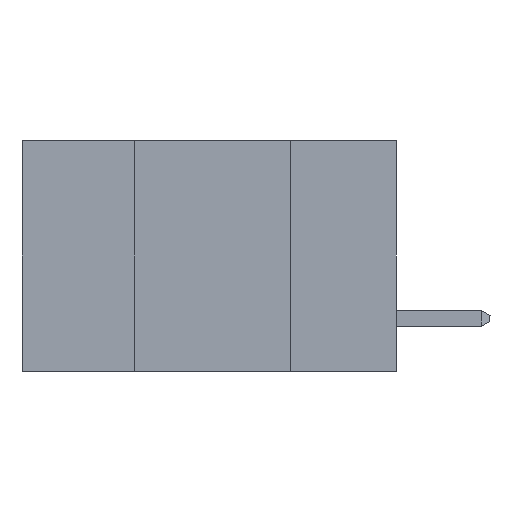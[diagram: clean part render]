
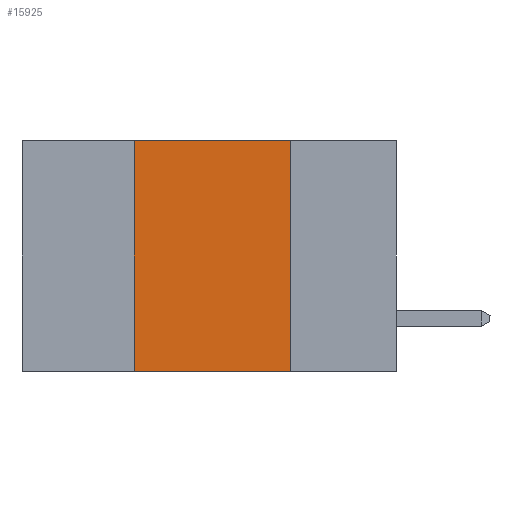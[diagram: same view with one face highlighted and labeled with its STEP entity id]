
A CAD part, left-side view. The second image highlights one B-rep face of the part: STEP entity #15925.
In plain terms, the highlighted planar face has unit normal (-1, 0, 0).
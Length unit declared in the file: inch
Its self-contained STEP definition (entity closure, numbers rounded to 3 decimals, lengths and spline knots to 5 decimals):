
#977 = CARTESIAN_POINT ( 'NONE',  ( 0., 0.6, 0. ) ) ;
#1996 = DIRECTION ( 'NONE',  ( 1., 0., 0. ) ) ;
#2686 = CARTESIAN_POINT ( 'NONE',  ( 0., 0.17, 0. ) ) ;
#3286 = CARTESIAN_POINT ( 'NONE',  ( 0., 0.42, 0. ) ) ;
#3371 = VERTEX_POINT ( 'NONE', #3286 ) ;
#3684 = LINE ( 'NONE', #18977, #14257 ) ;
#5098 = LINE ( 'NONE', #18466, #13025 ) ;
#5288 = CARTESIAN_POINT ( 'NONE',  ( 0., 0.42, -0.37 ) ) ;
#5450 = CARTESIAN_POINT ( 'NONE',  ( 0., 0.6, 0. ) ) ;
#5999 = ORIENTED_EDGE ( 'NONE', *, *, #7683, .T. ) ;
#7112 = PLANE ( 'NONE',  #12009 ) ;
#7683 = EDGE_CURVE ( 'NONE', #9610, #8633, #18307, .T. ) ;
#8633 = VERTEX_POINT ( 'NONE', #18188 ) ;
#9402 = DIRECTION ( 'NONE',  ( 0., -1., 0. ) ) ;
#9610 = VERTEX_POINT ( 'NONE', #5288 ) ;
#10420 = EDGE_CURVE ( 'NONE', #18195, #8633, #5098, .T. ) ;
#10634 = DIRECTION ( 'NONE',  ( 0., -1., 0. ) ) ;
#10747 = CARTESIAN_POINT ( 'NONE',  ( 0., 0.6, -0.37 ) ) ;
#10762 = DIRECTION ( 'NONE',  ( 0., 0., 1. ) ) ;
#10764 = LINE ( 'NONE', #977, #19015 ) ;
#11518 = FACE_OUTER_BOUND ( 'NONE', #16081, .T. ) ;
#12009 = AXIS2_PLACEMENT_3D ( 'NONE', #5450, #1996, #18786 ) ;
#13025 = VECTOR ( 'NONE', #18186, 39.37008 ) ;
#13945 = VECTOR ( 'NONE', #10634, 39.37008 ) ;
#14257 = VECTOR ( 'NONE', #10762, 39.37008 ) ;
#14883 = EDGE_CURVE ( 'NONE', #3371, #18195, #10764, .T. ) ;
#15462 = ORIENTED_EDGE ( 'NONE', *, *, #19257, .F. ) ;
#15925 = ADVANCED_FACE ( 'NONE', ( #11518 ), #7112, .F. ) ;
#16081 = EDGE_LOOP ( 'NONE', ( #18774, #18267, #15462, #5999 ) ) ;
#18186 = DIRECTION ( 'NONE',  ( 0., 0., -1. ) ) ;
#18188 = CARTESIAN_POINT ( 'NONE',  ( 0., 0.17, -0.37 ) ) ;
#18195 = VERTEX_POINT ( 'NONE', #2686 ) ;
#18267 = ORIENTED_EDGE ( 'NONE', *, *, #14883, .F. ) ;
#18307 = LINE ( 'NONE', #10747, #13945 ) ;
#18466 = CARTESIAN_POINT ( 'NONE',  ( 0., 0.17, -0.37 ) ) ;
#18774 = ORIENTED_EDGE ( 'NONE', *, *, #10420, .F. ) ;
#18786 = DIRECTION ( 'NONE',  ( 0., 0., -1. ) ) ;
#18977 = CARTESIAN_POINT ( 'NONE',  ( 0., 0.42, -0.37 ) ) ;
#19015 = VECTOR ( 'NONE', #9402, 39.37008 ) ;
#19257 = EDGE_CURVE ( 'NONE', #9610, #3371, #3684, .T. ) ;
